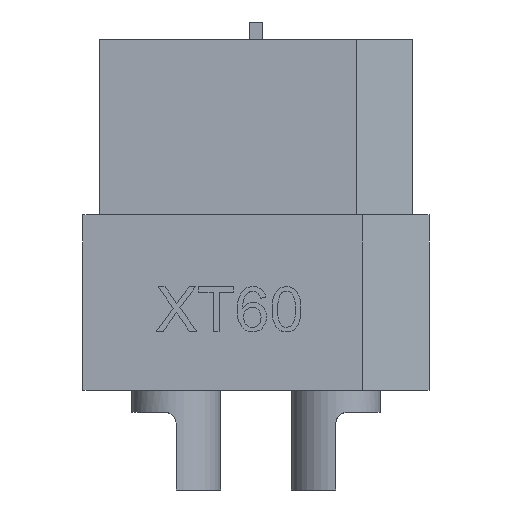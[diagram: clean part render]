
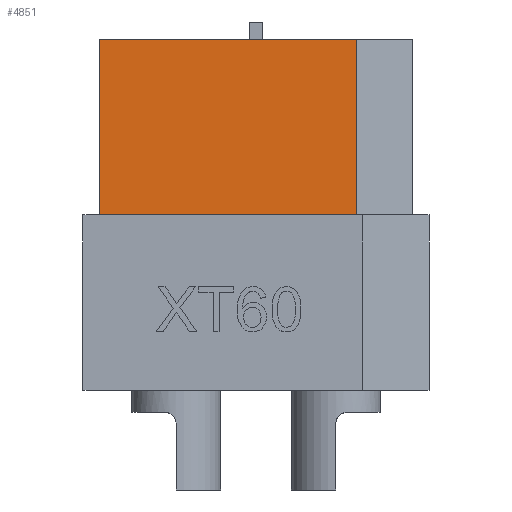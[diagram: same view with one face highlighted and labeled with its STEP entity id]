
A CAD part, front view. The second image highlights one B-rep face of the part: STEP entity #4851.
In plain terms, the highlighted planar face has unit normal (0, -1, 0).
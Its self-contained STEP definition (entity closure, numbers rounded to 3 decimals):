
#63=PLANE('',#5137);
#350=FACE_OUTER_BOUND('',#627,.T.);
#627=EDGE_LOOP('',(#3697,#3698,#3699,#3700));
#1296=LINE('',#9052,#1666);
#1306=LINE('',#9076,#1676);
#1308=LINE('',#9080,#1678);
#1309=LINE('',#9081,#1679);
#1666=VECTOR('',#5469,10.);
#1676=VECTOR('',#5485,10.);
#1678=VECTOR('',#5489,10.);
#1679=VECTOR('',#5490,10.);
#2120=VERTEX_POINT('',#9049);
#2121=VERTEX_POINT('',#9051);
#2132=VERTEX_POINT('',#9074);
#2133=VERTEX_POINT('',#9079);
#2700=EDGE_CURVE('',#2120,#2121,#1296,.T.);
#2712=EDGE_CURVE('',#2132,#2120,#1306,.T.);
#2714=EDGE_CURVE('',#2132,#2133,#1308,.T.);
#2715=EDGE_CURVE('',#2133,#2121,#1309,.T.);
#3697=ORIENTED_EDGE('',*,*,#2714,.T.);
#3698=ORIENTED_EDGE('',*,*,#2715,.T.);
#3699=ORIENTED_EDGE('',*,*,#2700,.F.);
#3700=ORIENTED_EDGE('',*,*,#2712,.F.);
#4851=ADVANCED_FACE('',(#350),#63,.T.);
#5137=AXIS2_PLACEMENT_3D('',#9078,#5487,#5488);
#5469=DIRECTION('',(1.,0.,0.));
#5485=DIRECTION('',(0.,0.,1.));
#5487=DIRECTION('center_axis',(0.,-1.,0.));
#5488=DIRECTION('ref_axis',(1.,0.,0.));
#5489=DIRECTION('',(1.,0.,0.));
#5490=DIRECTION('',(0.,0.,1.));
#9049=CARTESIAN_POINT('',(0.75,0.75,15.8));
#9051=CARTESIAN_POINT('',(12.342,0.75,15.8));
#9052=CARTESIAN_POINT('',(0.75,0.75,15.8));
#9074=CARTESIAN_POINT('',(0.75,0.75,7.9));
#9076=CARTESIAN_POINT('',(0.75,0.75,7.9));
#9078=CARTESIAN_POINT('Origin',(0.75,0.75,7.9));
#9079=CARTESIAN_POINT('',(12.342,0.75,7.9));
#9080=CARTESIAN_POINT('',(0.75,0.75,7.9));
#9081=CARTESIAN_POINT('',(12.342,0.75,7.9));
